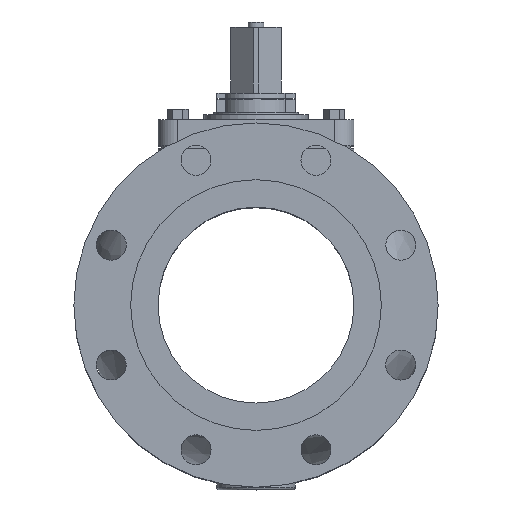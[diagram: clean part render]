
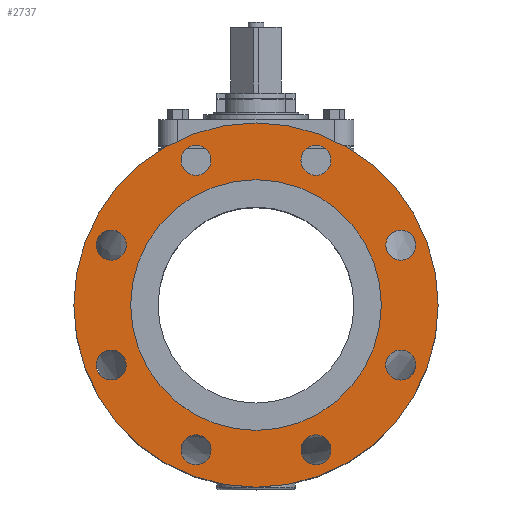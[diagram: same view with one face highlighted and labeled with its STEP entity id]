
A CAD part, top view. The second image highlights one B-rep face of the part: STEP entity #2737.
In plain terms, the highlighted planar face has unit normal (0, 0, 1).
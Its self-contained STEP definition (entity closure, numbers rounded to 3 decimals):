
#61=FACE_BOUND('',#463,.T.);
#62=FACE_BOUND('',#464,.T.);
#63=FACE_BOUND('',#465,.T.);
#64=FACE_BOUND('',#466,.T.);
#65=FACE_BOUND('',#467,.T.);
#66=FACE_BOUND('',#468,.T.);
#67=FACE_BOUND('',#469,.T.);
#68=FACE_BOUND('',#470,.T.);
#69=FACE_BOUND('',#471,.T.);
#175=PLANE('',#3029);
#308=FACE_OUTER_BOUND('',#462,.T.);
#462=EDGE_LOOP('',(#2469,#2470));
#463=EDGE_LOOP('',(#2471,#2472));
#464=EDGE_LOOP('',(#2473,#2474));
#465=EDGE_LOOP('',(#2475,#2476));
#466=EDGE_LOOP('',(#2477,#2478));
#467=EDGE_LOOP('',(#2479,#2480));
#468=EDGE_LOOP('',(#2481,#2482));
#469=EDGE_LOOP('',(#2483,#2484));
#470=EDGE_LOOP('',(#2485,#2486));
#471=EDGE_LOOP('',(#2487,#2488));
#972=CIRCLE('',#2799,11.5);
#973=CIRCLE('',#2800,11.5);
#975=CIRCLE('',#2803,11.5);
#976=CIRCLE('',#2804,11.5);
#978=CIRCLE('',#2807,11.5);
#979=CIRCLE('',#2808,11.5);
#981=CIRCLE('',#2811,11.5);
#982=CIRCLE('',#2812,11.5);
#984=CIRCLE('',#2815,11.5);
#985=CIRCLE('',#2816,11.5);
#987=CIRCLE('',#2819,11.5);
#988=CIRCLE('',#2820,11.5);
#990=CIRCLE('',#2823,11.5);
#991=CIRCLE('',#2824,11.5);
#993=CIRCLE('',#2827,11.5);
#994=CIRCLE('',#2828,11.5);
#1085=CIRCLE('',#3027,96.);
#1086=CIRCLE('',#3028,96.);
#1087=CIRCLE('',#3030,139.5);
#1088=CIRCLE('',#3031,139.5);
#1125=VERTEX_POINT('',#3912);
#1126=VERTEX_POINT('',#3913);
#1128=VERTEX_POINT('',#3920);
#1129=VERTEX_POINT('',#3921);
#1131=VERTEX_POINT('',#3928);
#1132=VERTEX_POINT('',#3929);
#1134=VERTEX_POINT('',#3936);
#1135=VERTEX_POINT('',#3937);
#1137=VERTEX_POINT('',#3944);
#1138=VERTEX_POINT('',#3945);
#1140=VERTEX_POINT('',#3952);
#1141=VERTEX_POINT('',#3953);
#1143=VERTEX_POINT('',#3960);
#1144=VERTEX_POINT('',#3961);
#1146=VERTEX_POINT('',#3968);
#1147=VERTEX_POINT('',#3969);
#1364=VERTEX_POINT('',#5392);
#1365=VERTEX_POINT('',#5393);
#1366=VERTEX_POINT('',#5398);
#1367=VERTEX_POINT('',#5399);
#1412=EDGE_CURVE('',#1125,#1126,#972,.T.);
#1413=EDGE_CURVE('',#1126,#1125,#973,.T.);
#1416=EDGE_CURVE('',#1128,#1129,#975,.T.);
#1417=EDGE_CURVE('',#1129,#1128,#976,.T.);
#1420=EDGE_CURVE('',#1131,#1132,#978,.T.);
#1421=EDGE_CURVE('',#1132,#1131,#979,.T.);
#1424=EDGE_CURVE('',#1134,#1135,#981,.T.);
#1425=EDGE_CURVE('',#1135,#1134,#982,.T.);
#1428=EDGE_CURVE('',#1137,#1138,#984,.T.);
#1429=EDGE_CURVE('',#1138,#1137,#985,.T.);
#1432=EDGE_CURVE('',#1140,#1141,#987,.T.);
#1433=EDGE_CURVE('',#1141,#1140,#988,.T.);
#1436=EDGE_CURVE('',#1143,#1144,#990,.T.);
#1437=EDGE_CURVE('',#1144,#1143,#991,.T.);
#1440=EDGE_CURVE('',#1146,#1147,#993,.T.);
#1441=EDGE_CURVE('',#1147,#1146,#994,.T.);
#1753=EDGE_CURVE('',#1364,#1365,#1085,.T.);
#1754=EDGE_CURVE('',#1365,#1364,#1086,.T.);
#1756=EDGE_CURVE('',#1366,#1367,#1087,.T.);
#1757=EDGE_CURVE('',#1367,#1366,#1088,.T.);
#2469=ORIENTED_EDGE('',*,*,#1756,.F.);
#2470=ORIENTED_EDGE('',*,*,#1757,.F.);
#2471=ORIENTED_EDGE('',*,*,#1412,.T.);
#2472=ORIENTED_EDGE('',*,*,#1413,.T.);
#2473=ORIENTED_EDGE('',*,*,#1416,.T.);
#2474=ORIENTED_EDGE('',*,*,#1417,.T.);
#2475=ORIENTED_EDGE('',*,*,#1420,.T.);
#2476=ORIENTED_EDGE('',*,*,#1421,.T.);
#2477=ORIENTED_EDGE('',*,*,#1424,.T.);
#2478=ORIENTED_EDGE('',*,*,#1425,.T.);
#2479=ORIENTED_EDGE('',*,*,#1428,.T.);
#2480=ORIENTED_EDGE('',*,*,#1429,.T.);
#2481=ORIENTED_EDGE('',*,*,#1432,.T.);
#2482=ORIENTED_EDGE('',*,*,#1433,.T.);
#2483=ORIENTED_EDGE('',*,*,#1436,.T.);
#2484=ORIENTED_EDGE('',*,*,#1437,.T.);
#2485=ORIENTED_EDGE('',*,*,#1440,.T.);
#2486=ORIENTED_EDGE('',*,*,#1441,.T.);
#2487=ORIENTED_EDGE('',*,*,#1753,.T.);
#2488=ORIENTED_EDGE('',*,*,#1754,.T.);
#2737=ADVANCED_FACE('',(#308,#61,#62,#63,#64,#65,#66,#67,#68,#69),#175,
 .T.);
#2799=AXIS2_PLACEMENT_3D('',#3914,#3128,#3129);
#2800=AXIS2_PLACEMENT_3D('',#3915,#3130,#3131);
#2803=AXIS2_PLACEMENT_3D('',#3922,#3137,#3138);
#2804=AXIS2_PLACEMENT_3D('',#3923,#3139,#3140);
#2807=AXIS2_PLACEMENT_3D('',#3930,#3146,#3147);
#2808=AXIS2_PLACEMENT_3D('',#3931,#3148,#3149);
#2811=AXIS2_PLACEMENT_3D('',#3938,#3155,#3156);
#2812=AXIS2_PLACEMENT_3D('',#3939,#3157,#3158);
#2815=AXIS2_PLACEMENT_3D('',#3946,#3164,#3165);
#2816=AXIS2_PLACEMENT_3D('',#3947,#3166,#3167);
#2819=AXIS2_PLACEMENT_3D('',#3954,#3173,#3174);
#2820=AXIS2_PLACEMENT_3D('',#3955,#3175,#3176);
#2823=AXIS2_PLACEMENT_3D('',#3962,#3182,#3183);
#2824=AXIS2_PLACEMENT_3D('',#3963,#3184,#3185);
#2827=AXIS2_PLACEMENT_3D('',#3970,#3191,#3192);
#2828=AXIS2_PLACEMENT_3D('',#3971,#3193,#3194);
#3027=AXIS2_PLACEMENT_3D('',#5394,#3791,#3792);
#3028=AXIS2_PLACEMENT_3D('',#5395,#3793,#3794);
#3029=AXIS2_PLACEMENT_3D('',#5397,#3796,#3797);
#3030=AXIS2_PLACEMENT_3D('',#5400,#3798,#3799);
#3031=AXIS2_PLACEMENT_3D('',#5401,#3800,#3801);
#3128=DIRECTION('center_axis',(0.,0.,-1.));
#3129=DIRECTION('ref_axis',(0.707,0.707,0.));
#3130=DIRECTION('center_axis',(0.,0.,-1.));
#3131=DIRECTION('ref_axis',(0.707,0.707,0.));
#3137=DIRECTION('center_axis',(0.,0.,-1.));
#3138=DIRECTION('ref_axis',(0.,1.,0.));
#3139=DIRECTION('center_axis',(0.,0.,-1.));
#3140=DIRECTION('ref_axis',(0.,1.,0.));
#3146=DIRECTION('center_axis',(0.,0.,-1.));
#3147=DIRECTION('ref_axis',(-0.707,0.707,0.));
#3148=DIRECTION('center_axis',(0.,0.,-1.));
#3149=DIRECTION('ref_axis',(-0.707,0.707,0.));
#3155=DIRECTION('center_axis',(0.,0.,-1.));
#3156=DIRECTION('ref_axis',(-1.,0.,0.));
#3157=DIRECTION('center_axis',(0.,0.,-1.));
#3158=DIRECTION('ref_axis',(-1.,0.,0.));
#3164=DIRECTION('center_axis',(0.,0.,-1.));
#3165=DIRECTION('ref_axis',(-0.707,-0.707,0.));
#3166=DIRECTION('center_axis',(0.,0.,-1.));
#3167=DIRECTION('ref_axis',(-0.707,-0.707,0.));
#3173=DIRECTION('center_axis',(0.,0.,-1.));
#3174=DIRECTION('ref_axis',(0.,-1.,0.));
#3175=DIRECTION('center_axis',(0.,0.,-1.));
#3176=DIRECTION('ref_axis',(0.,-1.,0.));
#3182=DIRECTION('center_axis',(0.,0.,-1.));
#3183=DIRECTION('ref_axis',(0.707,-0.707,0.));
#3184=DIRECTION('center_axis',(0.,0.,-1.));
#3185=DIRECTION('ref_axis',(0.707,-0.707,0.));
#3191=DIRECTION('center_axis',(0.,0.,-1.));
#3192=DIRECTION('ref_axis',(1.,0.,0.));
#3193=DIRECTION('center_axis',(0.,0.,-1.));
#3194=DIRECTION('ref_axis',(1.,0.,0.));
#3791=DIRECTION('center_axis',(0.,0.,-1.));
#3792=DIRECTION('ref_axis',(1.,0.,0.));
#3793=DIRECTION('center_axis',(0.,0.,-1.));
#3794=DIRECTION('ref_axis',(1.,0.,0.));
#3796=DIRECTION('center_axis',(0.,0.,1.));
#3797=DIRECTION('ref_axis',(1.,0.,0.));
#3798=DIRECTION('center_axis',(0.,0.,-1.));
#3799=DIRECTION('ref_axis',(1.,0.,0.));
#3800=DIRECTION('center_axis',(0.,0.,-1.));
#3801=DIRECTION('ref_axis',(1.,0.,0.));
#3912=CARTESIAN_POINT('',(-37.79,118.997,132.));
#3913=CARTESIAN_POINT('',(-54.054,102.734,132.));
#3914=CARTESIAN_POINT('Origin',(-45.922,110.866,132.));
#3915=CARTESIAN_POINT('Origin',(-45.922,110.866,132.));
#3920=CARTESIAN_POINT('',(-110.866,57.422,132.));
#3921=CARTESIAN_POINT('',(-110.866,34.422,132.));
#3922=CARTESIAN_POINT('Origin',(-110.866,45.922,132.));
#3923=CARTESIAN_POINT('Origin',(-110.866,45.922,132.));
#3928=CARTESIAN_POINT('',(-118.997,-37.79,132.));
#3929=CARTESIAN_POINT('',(-102.734,-54.054,132.));
#3930=CARTESIAN_POINT('Origin',(-110.866,-45.922,132.));
#3931=CARTESIAN_POINT('Origin',(-110.866,-45.922,132.));
#3936=CARTESIAN_POINT('',(-57.422,-110.866,132.));
#3937=CARTESIAN_POINT('',(-34.422,-110.866,132.));
#3938=CARTESIAN_POINT('Origin',(-45.922,-110.866,132.));
#3939=CARTESIAN_POINT('Origin',(-45.922,-110.866,132.));
#3944=CARTESIAN_POINT('',(37.79,-118.997,132.));
#3945=CARTESIAN_POINT('',(54.054,-102.734,132.));
#3946=CARTESIAN_POINT('Origin',(45.922,-110.866,132.));
#3947=CARTESIAN_POINT('Origin',(45.922,-110.866,132.));
#3952=CARTESIAN_POINT('',(110.866,-57.422,132.));
#3953=CARTESIAN_POINT('',(110.866,-34.422,132.));
#3954=CARTESIAN_POINT('Origin',(110.866,-45.922,132.));
#3955=CARTESIAN_POINT('Origin',(110.866,-45.922,132.));
#3960=CARTESIAN_POINT('',(118.997,37.79,132.));
#3961=CARTESIAN_POINT('',(102.734,54.054,132.));
#3962=CARTESIAN_POINT('Origin',(110.866,45.922,132.));
#3963=CARTESIAN_POINT('Origin',(110.866,45.922,132.));
#3968=CARTESIAN_POINT('',(57.422,110.866,132.));
#3969=CARTESIAN_POINT('',(34.422,110.866,132.));
#3970=CARTESIAN_POINT('Origin',(45.922,110.866,132.));
#3971=CARTESIAN_POINT('Origin',(45.922,110.866,132.));
#5392=CARTESIAN_POINT('',(0.,96.,132.));
#5393=CARTESIAN_POINT('',(0.,-96.,132.));
#5394=CARTESIAN_POINT('Origin',(0.,0.,132.));
#5395=CARTESIAN_POINT('Origin',(0.,0.,132.));
#5397=CARTESIAN_POINT('Origin',(0.,139.5,132.));
#5398=CARTESIAN_POINT('',(0.,139.5,132.));
#5399=CARTESIAN_POINT('',(0.,-139.5,132.));
#5400=CARTESIAN_POINT('Origin',(0.,0.,132.));
#5401=CARTESIAN_POINT('Origin',(0.,0.,132.));
